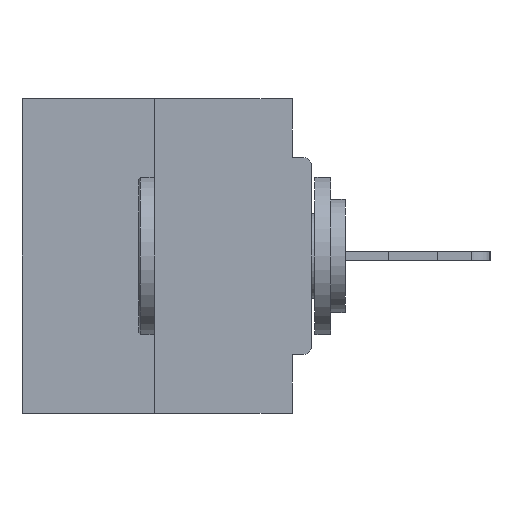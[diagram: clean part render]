
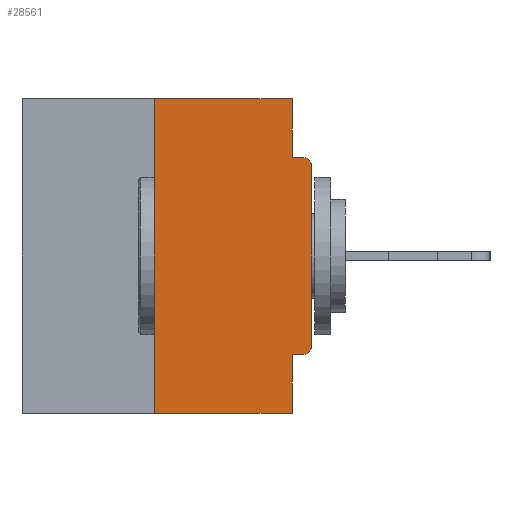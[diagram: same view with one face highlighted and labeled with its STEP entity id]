
A CAD part, left-side view. The second image highlights one B-rep face of the part: STEP entity #28561.
In plain terms, the highlighted planar face has unit normal (-1, 0, 0).
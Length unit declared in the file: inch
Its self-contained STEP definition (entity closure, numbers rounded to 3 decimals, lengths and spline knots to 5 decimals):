
#338 = EDGE_CURVE ( 'NONE', #15446, #3506, #6711, .T. ) ;
#1821 = DIRECTION ( 'NONE',  ( 1., 0., 0. ) ) ;
#2077 = CARTESIAN_POINT ( 'NONE',  ( 0., 0.015, -0.0935 ) ) ;
#2092 = CARTESIAN_POINT ( 'NONE',  ( 0., 0.015, -0.3915 ) ) ;
#2551 = VERTEX_POINT ( 'NONE', #17923 ) ;
#3506 = VERTEX_POINT ( 'NONE', #27214 ) ;
#3568 = VECTOR ( 'NONE', #24979, 39.37008 ) ;
#4126 = DIRECTION ( 'NONE',  ( -1., 0., 0. ) ) ;
#4291 = ORIENTED_EDGE ( 'NONE', *, *, #29951, .T. ) ;
#4323 = CIRCLE ( 'NONE', #19354, 0.015 ) ;
#5013 = VECTOR ( 'NONE', #35105, 39.37008 ) ;
#5065 = CARTESIAN_POINT ( 'NONE',  ( 0., 0.46, -0.5 ) ) ;
#5103 = DIRECTION ( 'NONE',  ( 0., 0., -1. ) ) ;
#5646 = EDGE_CURVE ( 'NONE', #28432, #15446, #13031, .T. ) ;
#5671 = ORIENTED_EDGE ( 'NONE', *, *, #15060, .T. ) ;
#5743 = VECTOR ( 'NONE', #24087, 39.37008 ) ;
#5833 = VERTEX_POINT ( 'NONE', #32358 ) ;
#5939 = CARTESIAN_POINT ( 'NONE',  ( 0., 0., -0.0935 ) ) ;
#6711 = LINE ( 'NONE', #26647, #5013 ) ;
#9219 = DIRECTION ( 'NONE',  ( 0., 0., -1. ) ) ;
#9613 = VERTEX_POINT ( 'NONE', #12338 ) ;
#9616 = CARTESIAN_POINT ( 'NONE',  ( 0., 0., 0. ) ) ;
#10176 = VERTEX_POINT ( 'NONE', #2077 ) ;
#10376 = VECTOR ( 'NONE', #17404, 39.37008 ) ;
#12086 = ORIENTED_EDGE ( 'NONE', *, *, #13639, .T. ) ;
#12338 = CARTESIAN_POINT ( 'NONE',  ( 0., 0.015, -0.4065 ) ) ;
#12948 = LINE ( 'NONE', #18972, #3568 ) ;
#13031 = LINE ( 'NONE', #27895, #22984 ) ;
#13639 = EDGE_CURVE ( 'NONE', #30785, #5833, #14897, .T. ) ;
#13681 = LINE ( 'NONE', #36060, #30744 ) ;
#14548 = VECTOR ( 'NONE', #16546, 39.37008 ) ;
#14897 = LINE ( 'NONE', #9616, #5743 ) ;
#15060 = EDGE_CURVE ( 'NONE', #5833, #10176, #34351, .T. ) ;
#15138 = EDGE_CURVE ( 'NONE', #2551, #22037, #30458, .T. ) ;
#15446 = VERTEX_POINT ( 'NONE', #35292 ) ;
#16328 = DIRECTION ( 'NONE',  ( 0., 0., 1. ) ) ;
#16528 = DIRECTION ( 'NONE',  ( 0., 0., -1. ) ) ;
#16546 = DIRECTION ( 'NONE',  ( 0., -1., 0. ) ) ;
#17404 = DIRECTION ( 'NONE',  ( 0., -1., 0. ) ) ;
#17923 = CARTESIAN_POINT ( 'NONE',  ( 0., 0.25, -0.5 ) ) ;
#18720 = VECTOR ( 'NONE', #16528, 39.37008 ) ;
#18972 = CARTESIAN_POINT ( 'NONE',  ( 0., 0., -0.4065 ) ) ;
#19354 = AXIS2_PLACEMENT_3D ( 'NONE', #2092, #22569, #5103 ) ;
#19557 = ORIENTED_EDGE ( 'NONE', *, *, #27015, .F. ) ;
#20156 = ORIENTED_EDGE ( 'NONE', *, *, #20232, .F. ) ;
#20232 = EDGE_CURVE ( 'NONE', #2551, #28432, #13681, .T. ) ;
#20265 = EDGE_CURVE ( 'NONE', #36246, #22037, #30609, .T. ) ;
#20490 = CARTESIAN_POINT ( 'NONE',  ( 0., 0.015, -0.1085 ) ) ;
#21050 = AXIS2_PLACEMENT_3D ( 'NONE', #25146, #1821, #24588 ) ;
#21765 = AXIS2_PLACEMENT_3D ( 'NONE', #20490, #4126, #9219 ) ;
#21871 = DIRECTION ( 'NONE',  ( 0., -1., 0. ) ) ;
#22037 = VERTEX_POINT ( 'NONE', #34517 ) ;
#22366 = ORIENTED_EDGE ( 'NONE', *, *, #15138, .T. ) ;
#22569 = DIRECTION ( 'NONE',  ( -1., 0., 0. ) ) ;
#22984 = VECTOR ( 'NONE', #21871, 39.37008 ) ;
#24087 = DIRECTION ( 'NONE',  ( 0., 0., 1. ) ) ;
#24588 = DIRECTION ( 'NONE',  ( 0., 0., -1. ) ) ;
#24979 = DIRECTION ( 'NONE',  ( 0., 1., 0. ) ) ;
#25146 = CARTESIAN_POINT ( 'NONE',  ( 0., 0.46, 0. ) ) ;
#25154 = CARTESIAN_POINT ( 'NONE',  ( 0., 0.031, -0.5 ) ) ;
#25864 = LINE ( 'NONE', #5939, #10376 ) ;
#26647 = CARTESIAN_POINT ( 'NONE',  ( 0., 0.031, 0. ) ) ;
#27015 = EDGE_CURVE ( 'NONE', #9613, #36246, #12948, .T. ) ;
#27214 = CARTESIAN_POINT ( 'NONE',  ( 0., 0.031, -0.0935 ) ) ;
#27895 = CARTESIAN_POINT ( 'NONE',  ( 0., 0.46, 0. ) ) ;
#28049 = CARTESIAN_POINT ( 'NONE',  ( 0., 0.031, -0.4065 ) ) ;
#28432 = VERTEX_POINT ( 'NONE', #35139 ) ;
#28561 = ADVANCED_FACE ( 'NONE', ( #30788 ), #36438, .F. ) ;
#29951 = EDGE_CURVE ( 'NONE', #9613, #30785, #4323, .T. ) ;
#30146 = CARTESIAN_POINT ( 'NONE',  ( 0., 0., -0.3915 ) ) ;
#30458 = LINE ( 'NONE', #5065, #14548 ) ;
#30466 = EDGE_CURVE ( 'NONE', #3506, #10176, #25864, .T. ) ;
#30609 = LINE ( 'NONE', #25154, #18720 ) ;
#30744 = VECTOR ( 'NONE', #16328, 39.37008 ) ;
#30785 = VERTEX_POINT ( 'NONE', #30146 ) ;
#30788 = FACE_OUTER_BOUND ( 'NONE', #33517, .T. ) ;
#32339 = ORIENTED_EDGE ( 'NONE', *, *, #5646, .F. ) ;
#32358 = CARTESIAN_POINT ( 'NONE',  ( 0., 0., -0.1085 ) ) ;
#33517 = EDGE_LOOP ( 'NONE', ( #32339, #20156, #22366, #35047, #19557, #4291, #12086, #5671, #33611, #35132 ) ) ;
#33611 = ORIENTED_EDGE ( 'NONE', *, *, #30466, .F. ) ;
#34351 = CIRCLE ( 'NONE', #21765, 0.015 ) ;
#34517 = CARTESIAN_POINT ( 'NONE',  ( 0., 0.031, -0.5 ) ) ;
#35047 = ORIENTED_EDGE ( 'NONE', *, *, #20265, .F. ) ;
#35105 = DIRECTION ( 'NONE',  ( 0., 0., -1. ) ) ;
#35132 = ORIENTED_EDGE ( 'NONE', *, *, #338, .F. ) ;
#35139 = CARTESIAN_POINT ( 'NONE',  ( 0., 0.25, 0. ) ) ;
#35292 = CARTESIAN_POINT ( 'NONE',  ( 0., 0.031, 0. ) ) ;
#36060 = CARTESIAN_POINT ( 'NONE',  ( 0., 0.25, 0. ) ) ;
#36246 = VERTEX_POINT ( 'NONE', #28049 ) ;
#36438 = PLANE ( 'NONE',  #21050 ) ;
